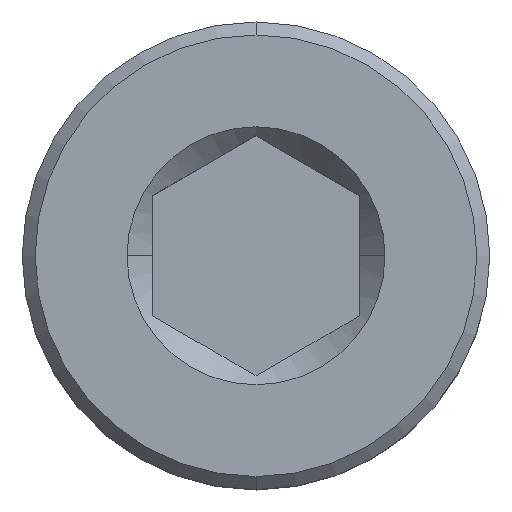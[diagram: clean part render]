
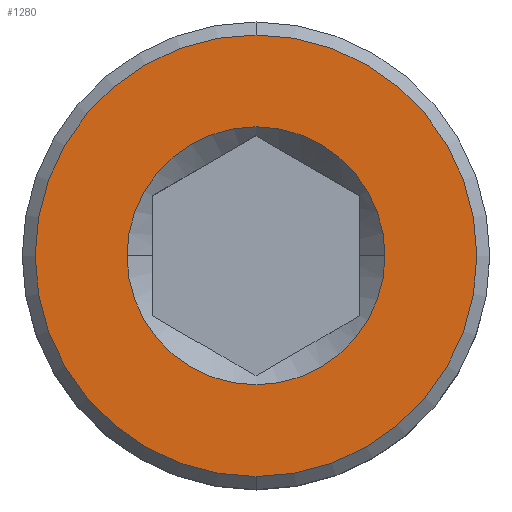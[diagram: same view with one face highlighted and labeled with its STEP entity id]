
A CAD part, top view. The second image highlights one B-rep face of the part: STEP entity #1280.
In plain terms, the highlighted planar face has unit normal (0, 0, 1).
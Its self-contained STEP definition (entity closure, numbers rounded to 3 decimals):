
#44 = CARTESIAN_POINT ( 'NONE',  ( 0., 0., 2.75 ) ) ;
#72 = DIRECTION ( 'NONE',  ( 0., 0., -1. ) ) ;
#159 = DIRECTION ( 'NONE',  ( 0., 0., 1. ) ) ;
#270 = CARTESIAN_POINT ( 'NONE',  ( 0., 0., 2.75 ) ) ;
#277 = CARTESIAN_POINT ( 'NONE',  ( -1.241, 0., 2.75 ) ) ;
#316 = EDGE_CURVE ( 'NONE', #1091, #626, #1311, .T. ) ;
#395 = ORIENTED_EDGE ( 'NONE', *, *, #316, .F. ) ;
#486 = CARTESIAN_POINT ( 'NONE',  ( 0., 0., 2.75 ) ) ;
#503 = FACE_BOUND ( 'NONE', #1258, .T. ) ;
#520 = DIRECTION ( 'NONE',  ( 0., 0., 1. ) ) ;
#594 = DIRECTION ( 'NONE',  ( 0., 0., 1. ) ) ;
#626 = VERTEX_POINT ( 'NONE', #1595 ) ;
#639 = AXIS2_PLACEMENT_3D ( 'NONE', #270, #594, #770 ) ;
#750 = CIRCLE ( 'NONE', #2092, 2.125 ) ;
#770 = DIRECTION ( 'NONE',  ( 1., 0., 0. ) ) ;
#830 = AXIS2_PLACEMENT_3D ( 'NONE', #486, #159, #983 ) ;
#859 = DIRECTION ( 'NONE',  ( 0., -1., 0. ) ) ;
#941 = CARTESIAN_POINT ( 'NONE',  ( 1.241, 0., 2.75 ) ) ;
#983 = DIRECTION ( 'NONE',  ( 1., 0., 0. ) ) ;
#1001 = CIRCLE ( 'NONE', #639, 1.241 ) ;
#1039 = CARTESIAN_POINT ( 'NONE',  ( 0., 0., 2.75 ) ) ;
#1091 = VERTEX_POINT ( 'NONE', #1141 ) ;
#1136 = EDGE_CURVE ( 'NONE', #626, #1091, #750, .T. ) ;
#1141 = CARTESIAN_POINT ( 'NONE',  ( 0., -2.125, 2.75 ) ) ;
#1203 = ORIENTED_EDGE ( 'NONE', *, *, #2086, .F. ) ;
#1235 = DIRECTION ( 'NONE',  ( 0., 1., 0. ) ) ;
#1240 = ORIENTED_EDGE ( 'NONE', *, *, #1136, .F. ) ;
#1258 = EDGE_LOOP ( 'NONE', ( #1203, #1630 ) ) ;
#1280 = ADVANCED_FACE ( 'NONE', ( #503, #2023 ), #1524, .T. ) ;
#1311 = CIRCLE ( 'NONE', #1818, 2.125 ) ;
#1524 = PLANE ( 'NONE',  #1602 ) ;
#1595 = CARTESIAN_POINT ( 'NONE',  ( 0., 2.125, 2.75 ) ) ;
#1602 = AXIS2_PLACEMENT_3D ( 'NONE', #44, #520, #859 ) ;
#1630 = ORIENTED_EDGE ( 'NONE', *, *, #1701, .F. ) ;
#1684 = DIRECTION ( 'NONE',  ( 0., 1., 0. ) ) ;
#1701 = EDGE_CURVE ( 'NONE', #1963, #2046, #1001, .T. ) ;
#1818 = AXIS2_PLACEMENT_3D ( 'NONE', #2083, #72, #1235 ) ;
#1874 = DIRECTION ( 'NONE',  ( 0., 0., -1. ) ) ;
#1963 = VERTEX_POINT ( 'NONE', #277 ) ;
#2023 = FACE_OUTER_BOUND ( 'NONE', #2139, .T. ) ;
#2046 = VERTEX_POINT ( 'NONE', #941 ) ;
#2049 = CIRCLE ( 'NONE', #830, 1.241 ) ;
#2083 = CARTESIAN_POINT ( 'NONE',  ( 0., 0., 2.75 ) ) ;
#2086 = EDGE_CURVE ( 'NONE', #2046, #1963, #2049, .T. ) ;
#2092 = AXIS2_PLACEMENT_3D ( 'NONE', #1039, #1874, #1684 ) ;
#2139 = EDGE_LOOP ( 'NONE', ( #1240, #395 ) ) ;
